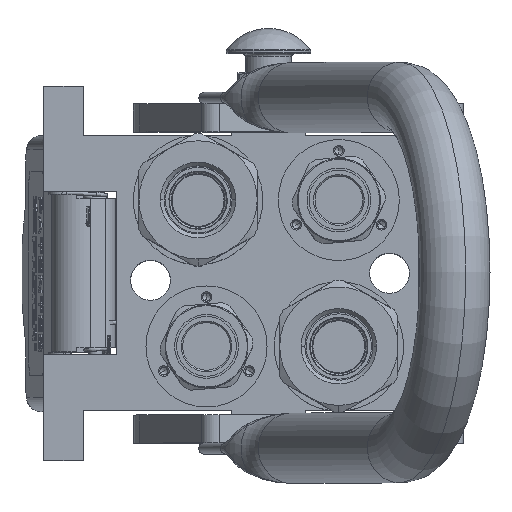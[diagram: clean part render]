
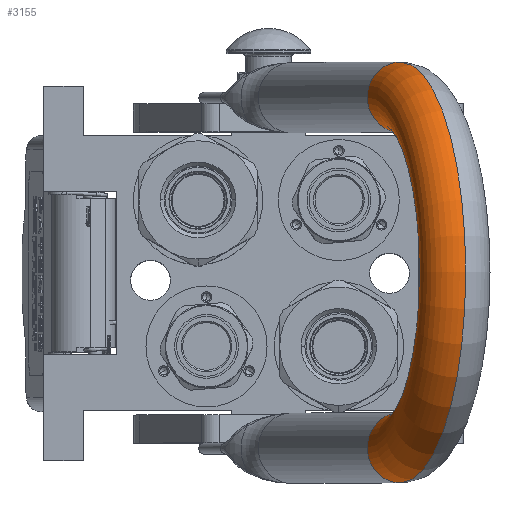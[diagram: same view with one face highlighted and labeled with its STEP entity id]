
A CAD part, top view. The second image highlights one B-rep face of the part: STEP entity #3155.
In plain terms, the highlighted toroidal (fillet/blend) face has major radius 62.25 mm and minor radius 12.5 mm.
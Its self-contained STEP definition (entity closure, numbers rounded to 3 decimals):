
#3155 = ADVANCED_FACE ( 'NONE', ( #76488 ), #22627, .T. ) ;
#4088 = CARTESIAN_POINT ( 'NONE',  ( 0., 0., 125.25 ) ) ;
#5898 = CARTESIAN_POINT ( 'NONE',  ( -49.75, 0., 125.25 ) ) ;
#8926 = AXIS2_PLACEMENT_3D ( 'NONE', #42650, #21931, #64294 ) ;
#15930 = DIRECTION ( 'NONE',  ( 0., 1., 0. ) ) ;
#16851 = DIRECTION ( 'NONE',  ( 1., 0., 0. ) ) ;
#17746 = VERTEX_POINT ( 'NONE', #5898 ) ;
#19678 = CIRCLE ( 'NONE', #125966, 12.5 ) ;
#21931 = DIRECTION ( 'NONE',  ( 0., 1., 0. ) ) ;
#22627 = TOROIDAL_SURFACE ( 'NONE', #85628, 62.25, 12.5 ) ;
#29600 = CARTESIAN_POINT ( 'NONE',  ( -74.75, 0., 125.25 ) ) ;
#30462 = CIRCLE ( 'NONE', #105790, 49.75 ) ;
#34419 = ORIENTED_EDGE ( 'NONE', *, *, #120911, .T. ) ;
#39345 = AXIS2_PLACEMENT_3D ( 'NONE', #51135, #137872, #50679 ) ;
#42650 = CARTESIAN_POINT ( 'NONE',  ( 0., 0., 125.25 ) ) ;
#50194 = CARTESIAN_POINT ( 'NONE',  ( 0., 0., 125.25 ) ) ;
#50679 = DIRECTION ( 'NONE',  ( -1., 0., 0. ) ) ;
#51135 = CARTESIAN_POINT ( 'NONE',  ( -62.25, 0., 125.25 ) ) ;
#55751 = VERTEX_POINT ( 'NONE', #79495 ) ;
#60649 = EDGE_CURVE ( 'NONE', #96404, #17746, #136330, .T. ) ;
#62229 = ORIENTED_EDGE ( 'NONE', *, *, #60649, .T. ) ;
#64294 = DIRECTION ( 'NONE',  ( -1., 0., 0. ) ) ;
#66796 = CARTESIAN_POINT ( 'NONE',  ( 62.25, 0., 125.25 ) ) ;
#76488 = FACE_OUTER_BOUND ( 'NONE', #129470, .T. ) ;
#76533 = ORIENTED_EDGE ( 'NONE', *, *, #125872, .F. ) ;
#78551 = DIRECTION ( 'NONE',  ( 0., 0., -1. ) ) ;
#78628 = VERTEX_POINT ( 'NONE', #139107 ) ;
#79495 = CARTESIAN_POINT ( 'NONE',  ( 74.75, 0., 125.25 ) ) ;
#85628 = AXIS2_PLACEMENT_3D ( 'NONE', #4088, #15930, #16851 ) ;
#93867 = EDGE_CURVE ( 'NONE', #55751, #78628, #19678, .T. ) ;
#96404 = VERTEX_POINT ( 'NONE', #29600 ) ;
#104513 = ORIENTED_EDGE ( 'NONE', *, *, #93867, .F. ) ;
#105790 = AXIS2_PLACEMENT_3D ( 'NONE', #50194, #134611, #113259 ) ;
#113259 = DIRECTION ( 'NONE',  ( -1., 0., 0. ) ) ;
#120911 = EDGE_CURVE ( 'NONE', #17746, #78628, #30462, .T. ) ;
#121277 = CIRCLE ( 'NONE', #8926, 74.75 ) ;
#125872 = EDGE_CURVE ( 'NONE', #96404, #55751, #121277, .T. ) ;
#125966 = AXIS2_PLACEMENT_3D ( 'NONE', #66796, #78551, #133259 ) ;
#129470 = EDGE_LOOP ( 'NONE', ( #34419, #104513, #76533, #62229 ) ) ;
#133259 = DIRECTION ( 'NONE',  ( 1., 0., 0. ) ) ;
#134611 = DIRECTION ( 'NONE',  ( 0., 1., 0. ) ) ;
#136330 = CIRCLE ( 'NONE', #39345, 12.5 ) ;
#137872 = DIRECTION ( 'NONE',  ( 0., 0., 1. ) ) ;
#139107 = CARTESIAN_POINT ( 'NONE',  ( 49.75, 0., 125.25 ) ) ;
